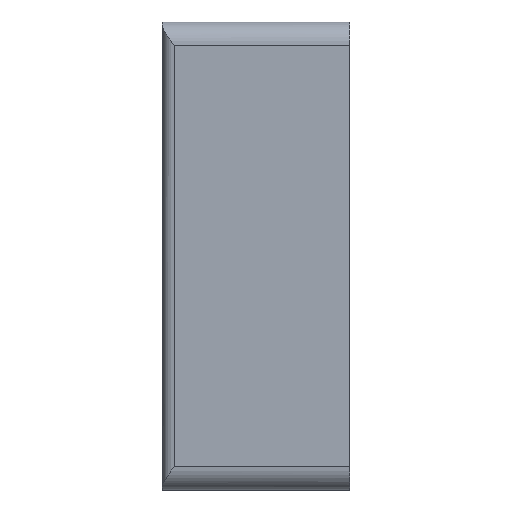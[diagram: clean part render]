
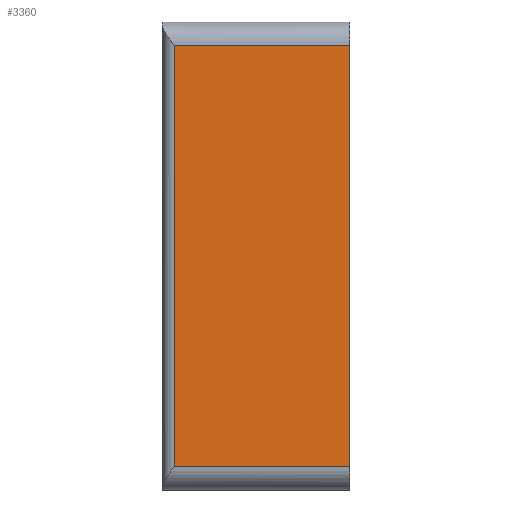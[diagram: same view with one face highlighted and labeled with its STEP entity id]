
A CAD part, left-side view. The second image highlights one B-rep face of the part: STEP entity #3360.
In plain terms, the highlighted planar face has unit normal (-1, 0, 0).
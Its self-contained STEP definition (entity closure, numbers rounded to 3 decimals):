
#582=DIRECTION('',(0.,-1.,0.));
#583=VECTOR('',#582,7.5);
#584=CARTESIAN_POINT('',(0.,3.5,-9.));
#585=LINE('',#584,#583);
#596=CARTESIAN_POINT('',(0.,3.5,-9.));
#622=CARTESIAN_POINT('',(0.,3.5,9.));
#627=DIRECTION('',(0.,0.,-1.));
#628=VECTOR('',#627,18.);
#629=CARTESIAN_POINT('',(0.,3.5,9.));
#630=LINE('',#629,#628);
#641=DIRECTION('',(0.,1.,0.));
#642=VECTOR('',#641,7.5);
#643=CARTESIAN_POINT('',(0.,-4.,9.));
#644=LINE('',#643,#642);
#1276=DIRECTION('',(0.,0.,1.));
#1277=VECTOR('',#1276,18.);
#1278=CARTESIAN_POINT('',(0.,-4.,-9.));
#1279=LINE('',#1278,#1277);
#2130=VERTEX_POINT('',#596);
#2131=CARTESIAN_POINT('',(0.,-4.,-9.));
#2132=VERTEX_POINT('',#2131);
#2133=VERTEX_POINT('',#622);
#2136=CARTESIAN_POINT('',(0.,-4.,9.));
#2137=VERTEX_POINT('',#2136);
#3349=CARTESIAN_POINT('',(0.,4.,-9.));
#3350=DIRECTION('',(-1.,0.,0.));
#3351=DIRECTION('',(0.,0.,-1.));
#3352=AXIS2_PLACEMENT_3D('',#3349,#3350,#3351);
#3353=PLANE('',#3352);
#3354=ORIENTED_EDGE('',*,*,#2746,.F.);
#3355=ORIENTED_EDGE('',*,*,#2762,.F.);
#3356=ORIENTED_EDGE('',*,*,#3231,.F.);
#3357=ORIENTED_EDGE('',*,*,#2728,.F.);
#3358=EDGE_LOOP('',(#3354,#3355,#3356,#3357));
#3359=FACE_OUTER_BOUND('',#3358,.F.);
#3360=ADVANCED_FACE('',(#3359),#3353,.T.);
#2728=EDGE_CURVE('',#2130,#2132,#585,.T.);
#2746=EDGE_CURVE('',#2133,#2130,#630,.T.);
#2762=EDGE_CURVE('',#2137,#2133,#644,.T.);
#3231=EDGE_CURVE('',#2132,#2137,#1279,.T.);
